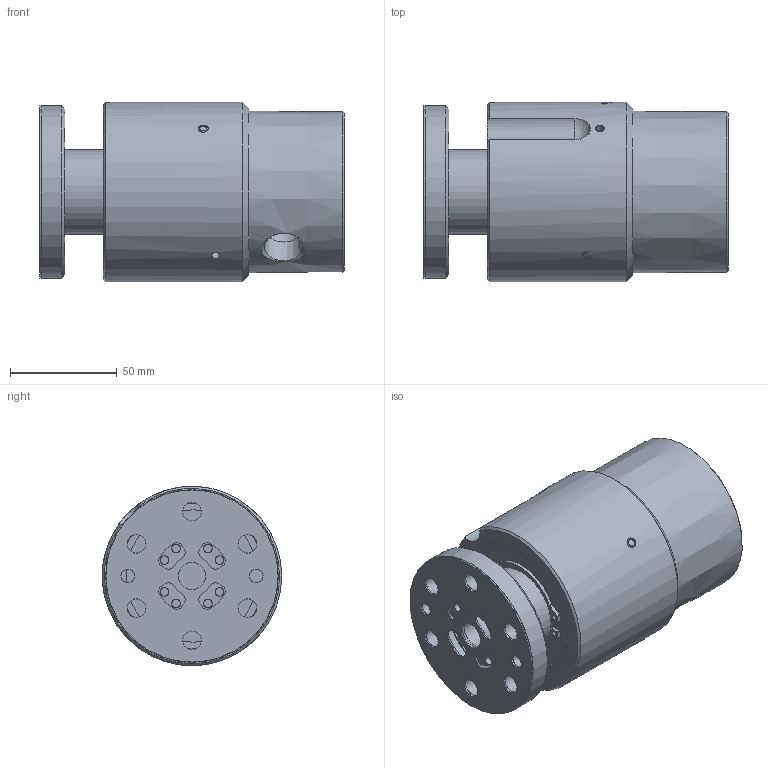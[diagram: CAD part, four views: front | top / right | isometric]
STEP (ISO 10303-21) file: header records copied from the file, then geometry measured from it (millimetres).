
FILE_DESCRIPTION(/* description */ (''),/* implementation_level */ '2;1');
FILE_NAME(/* name */ '1579-041-IC.stp',/* time_stamp */ '2020-05-21T13:25:14-05:00',/* author */ ('GALINDOLM'),/* organization */ (''),/* preprocessor_version */ 'ST-DEVELOPER v18',/* originating_system */ 'Autodesk Inventor 2020',/* authorisation */ '');
FILE_SCHEMA (('AUTOMOTIVE_DESIGN { 1 0 10303 214 3 1 1 }'));
Length unit declared in the file: millimetre
Products named in the file (1): 1579-041-IC
Bounding box: 142.97 x 84.17 x 84.17 mm (x, y, z)
Volume: 615528 mm3; surface area: 83794.7 mm2
Topology: 1 solids, 2 shells, 453 faces, 1210 edges, 828 vertices
Faces by surface type: plane 164, bspline 138, cylinder 127, cone 19, torus 4, sphere 1
Full cylindrical faces by diameter (mm): 1.981 x2, 2.4 x2, 2.794 x2, 4 x10, 4.7 x2, 6.35 x2, 6.38 x2, 8.7 x6, 8.738 x6, 9.525 x4, 12.7 x5, 12.83 x1, 17.475 x2, 19 x1, 35 x1, 37.97 x1, 39.93 x1, 44.5 x1, 68.1 x1, 74.6 x1, 76.07 x1, 80.772 x1, 81 x1, 84.17 x1
Entity records: 42378 total; most frequent: CARTESIAN_POINT 31153, ORIENTED_EDGE 2412, DIRECTION 2061, EDGE_CURVE 1206, VERTEX_POINT 828, AXIS2_PLACEMENT_3D 793, EDGE_LOOP 564, LINE 475
